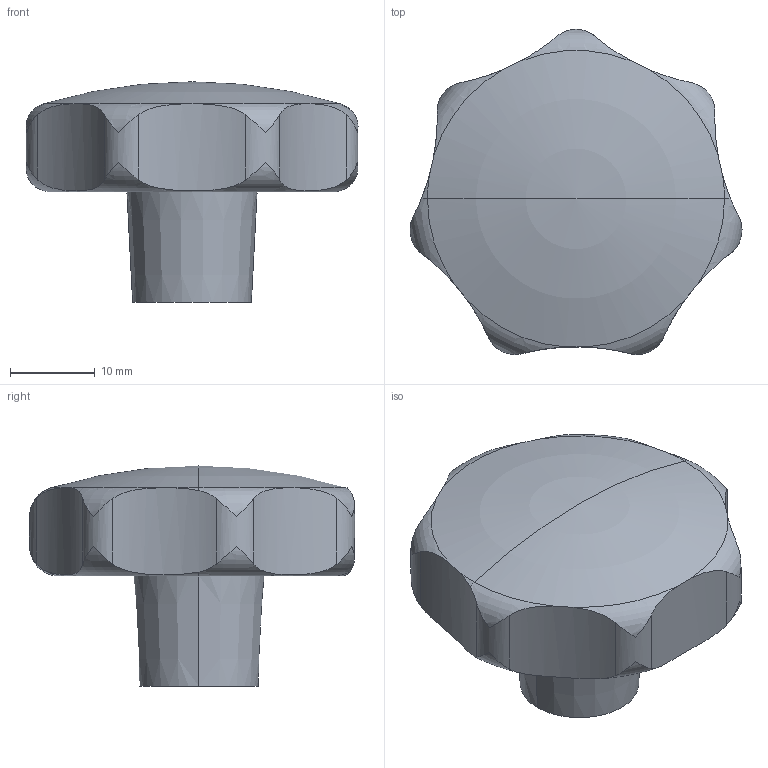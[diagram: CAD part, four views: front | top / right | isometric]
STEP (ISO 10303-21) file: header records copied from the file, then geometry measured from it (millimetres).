
FILE_DESCRIPTION(('STEP AP214'),'1');
FILE_NAME(' ',' ',('TraceParts'),('TraceParts S.A.'),'XStep 1.0',' ',' ');
FILE_SCHEMA(('automotive_design'));
Length unit declared in the file: millimetre
Products named in the file (1): 1
Bounding box: 39.17 x 38.37 x 26 mm (x, y, z)
Volume: 12301.8 mm3; surface area: 4514.9 mm2
Topology: 1 solids, 1 shells, 39 faces, 114 edges, 77 vertices
Faces by surface type: cylinder 17, torus 13, cone 4, plane 3, sphere 2
Entity records: 2924 total; most frequent: CARTESIAN_POINT 699, STYLED_ITEM 229, PRESENTATION_STYLE_ASSIGNMENT 229, COLOUR_RGB 229, ORIENTED_EDGE 224, DIRECTION 163, EDGE_CURVE 112, CURVE_STYLE 112
